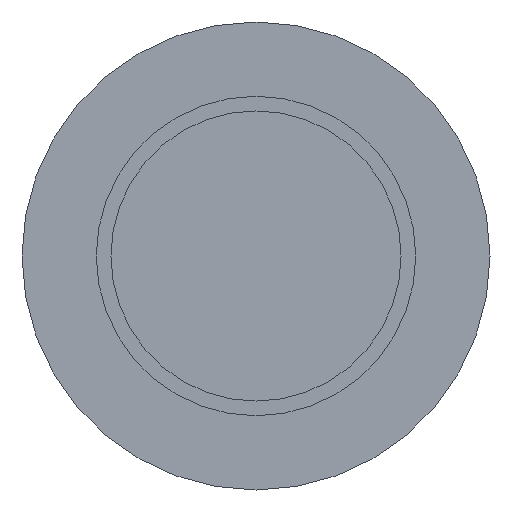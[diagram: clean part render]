
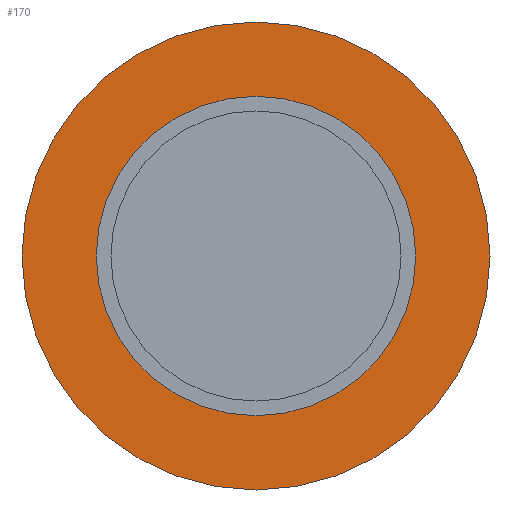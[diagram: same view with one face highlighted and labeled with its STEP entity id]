
A CAD part, front view. The second image highlights one B-rep face of the part: STEP entity #170.
In plain terms, the highlighted planar face has unit normal (0, -1, 0).
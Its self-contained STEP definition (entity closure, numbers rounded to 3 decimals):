
#17=FACE_BOUND('',#49,.T.);
#37=FACE_OUTER_BOUND('',#48,.T.);
#48=EDGE_LOOP('',(#133,#134));
#49=EDGE_LOOP('',(#135,#136));
#62=CIRCLE('',#206,25.6);
#63=CIRCLE('',#207,25.6);
#64=CIRCLE('',#209,37.5);
#65=CIRCLE('',#210,37.5);
#80=VERTEX_POINT('',#305);
#81=VERTEX_POINT('',#307);
#82=VERTEX_POINT('',#311);
#83=VERTEX_POINT('',#312);
#100=EDGE_CURVE('',#81,#80,#62,.T.);
#101=EDGE_CURVE('',#80,#81,#63,.T.);
#102=EDGE_CURVE('',#82,#83,#64,.T.);
#103=EDGE_CURVE('',#83,#82,#65,.T.);
#133=ORIENTED_EDGE('',*,*,#102,.F.);
#134=ORIENTED_EDGE('',*,*,#103,.F.);
#135=ORIENTED_EDGE('',*,*,#100,.T.);
#136=ORIENTED_EDGE('',*,*,#101,.T.);
#163=PLANE('',#208);
#170=ADVANCED_FACE('',(#37,#17),#163,.T.);
#206=AXIS2_PLACEMENT_3D('',#308,#248,#249);
#207=AXIS2_PLACEMENT_3D('',#309,#250,#251);
#208=AXIS2_PLACEMENT_3D('',#310,#252,#253);
#209=AXIS2_PLACEMENT_3D('',#313,#254,#255);
#210=AXIS2_PLACEMENT_3D('',#314,#256,#257);
#248=DIRECTION('center_axis',(0.,1.,0.));
#249=DIRECTION('ref_axis',(1.,0.,0.));
#250=DIRECTION('center_axis',(0.,1.,0.));
#251=DIRECTION('ref_axis',(1.,0.,0.));
#252=DIRECTION('center_axis',(0.,-1.,0.));
#253=DIRECTION('ref_axis',(0.,0.,-1.));
#254=DIRECTION('center_axis',(0.,1.,0.));
#255=DIRECTION('ref_axis',(1.,0.,0.));
#256=DIRECTION('center_axis',(0.,1.,0.));
#257=DIRECTION('ref_axis',(1.,0.,0.));
#305=CARTESIAN_POINT('',(25.6,0.,0.));
#307=CARTESIAN_POINT('',(-25.6,0.,0.));
#308=CARTESIAN_POINT('Origin',(0.,0.,0.));
#309=CARTESIAN_POINT('Origin',(0.,0.,0.));
#310=CARTESIAN_POINT('Origin',(-37.5,0.,0.));
#311=CARTESIAN_POINT('',(-37.5,0.,0.));
#312=CARTESIAN_POINT('',(37.5,0.,0.));
#313=CARTESIAN_POINT('Origin',(0.,0.,0.));
#314=CARTESIAN_POINT('Origin',(0.,0.,0.));
